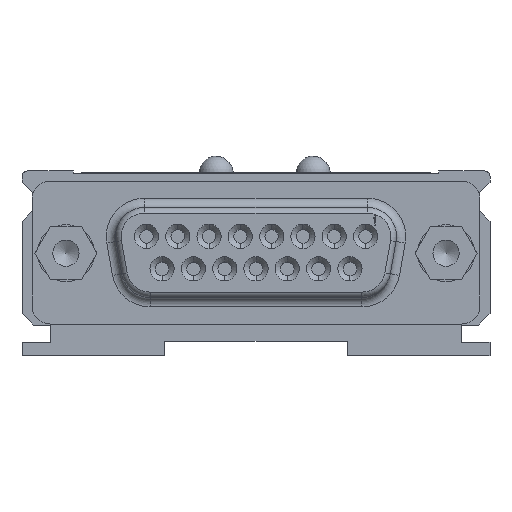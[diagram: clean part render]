
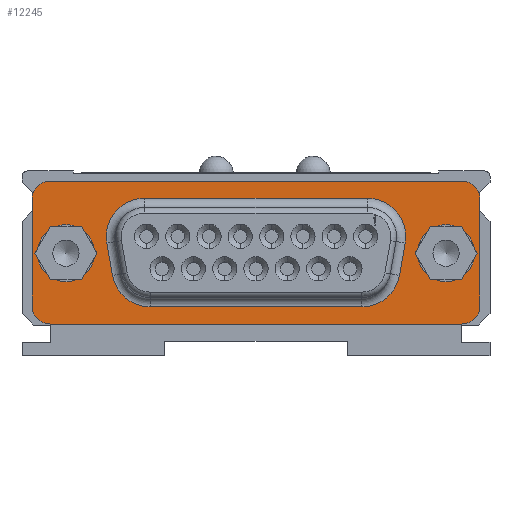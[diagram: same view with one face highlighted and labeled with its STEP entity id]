
A CAD part, front view. The second image highlights one B-rep face of the part: STEP entity #12245.
In plain terms, the highlighted planar face has unit normal (0, -1, 0).
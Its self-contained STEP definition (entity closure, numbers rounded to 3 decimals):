
#1917=FACE_BOUND('',#15656,.T.);
#1918=FACE_BOUND('',#15657,.T.);
#1919=FACE_BOUND('',#15658,.T.);
#1920=FACE_BOUND('',#15659,.T.);
#3311=LINE('',#41697,#5671);
#3312=LINE('',#41705,#5672);
#3313=LINE('',#41713,#5673);
#3314=LINE('',#41721,#5674);
#3315=LINE('',#41727,#5675);
#3316=LINE('',#41732,#5676);
#3317=LINE('',#41736,#5677);
#3318=LINE('',#41740,#5678);
#5671=VECTOR('',#34088,1.);
#5672=VECTOR('',#34099,1.);
#5673=VECTOR('',#34110,1.);
#5674=VECTOR('',#34121,1.);
#5675=VECTOR('',#34130,1.);
#5676=VECTOR('',#34133,1.);
#5677=VECTOR('',#34136,1.);
#5678=VECTOR('',#34139,1.);
#12245=ADVANCED_FACE('',(#1917,#1918,#1919,#1920),#13334,.F.);
#13334=PLANE('',#30086);
#15656=EDGE_LOOP('',(#19730,#19731,#19732,#19733,#19734,#19735,#19736,#19737));
#15657=EDGE_LOOP('',(#19738,#19739));
#15658=EDGE_LOOP('',(#19740,#19741));
#15659=EDGE_LOOP('',(#19742,#19743,#19744,#19745,#19746,#19747,#19748,#19749));
#19730=ORIENTED_EDGE('',*,*,#26887,.F.);
#19731=ORIENTED_EDGE('',*,*,#26888,.F.);
#19732=ORIENTED_EDGE('',*,*,#26889,.F.);
#19733=ORIENTED_EDGE('',*,*,#26890,.F.);
#19734=ORIENTED_EDGE('',*,*,#26891,.F.);
#19735=ORIENTED_EDGE('',*,*,#26892,.F.);
#19736=ORIENTED_EDGE('',*,*,#26893,.F.);
#19737=ORIENTED_EDGE('',*,*,#26894,.F.);
#19738=ORIENTED_EDGE('',*,*,#26895,.F.);
#19739=ORIENTED_EDGE('',*,*,#26896,.F.);
#19740=ORIENTED_EDGE('',*,*,#26897,.F.);
#19741=ORIENTED_EDGE('',*,*,#26898,.F.);
#19742=ORIENTED_EDGE('',*,*,#26886,.T.);
#19743=ORIENTED_EDGE('',*,*,#26884,.T.);
#19744=ORIENTED_EDGE('',*,*,#26882,.T.);
#19745=ORIENTED_EDGE('',*,*,#26880,.T.);
#19746=ORIENTED_EDGE('',*,*,#26878,.T.);
#19747=ORIENTED_EDGE('',*,*,#26876,.T.);
#19748=ORIENTED_EDGE('',*,*,#26874,.T.);
#19749=ORIENTED_EDGE('',*,*,#26872,.T.);
#24115=VERTEX_POINT('',#41696);
#24116=VERTEX_POINT('',#41698);
#24117=VERTEX_POINT('',#41702);
#24118=VERTEX_POINT('',#41706);
#24119=VERTEX_POINT('',#41710);
#24120=VERTEX_POINT('',#41714);
#24121=VERTEX_POINT('',#41718);
#24122=VERTEX_POINT('',#41722);
#24123=VERTEX_POINT('',#41728);
#24124=VERTEX_POINT('',#41729);
#24125=VERTEX_POINT('',#41731);
#24126=VERTEX_POINT('',#41733);
#24127=VERTEX_POINT('',#41735);
#24128=VERTEX_POINT('',#41737);
#24129=VERTEX_POINT('',#41739);
#24130=VERTEX_POINT('',#41741);
#24131=VERTEX_POINT('',#41744);
#24132=VERTEX_POINT('',#41745);
#24133=VERTEX_POINT('',#41748);
#24134=VERTEX_POINT('',#41749);
#26872=EDGE_CURVE('',#24116,#24115,#3311,.T.);
#26874=EDGE_CURVE('',#24117,#24116,#28761,.T.);
#26876=EDGE_CURVE('',#24118,#24117,#3312,.T.);
#26878=EDGE_CURVE('',#24119,#24118,#28764,.T.);
#26880=EDGE_CURVE('',#24120,#24119,#3313,.T.);
#26882=EDGE_CURVE('',#24121,#24120,#28767,.T.);
#26884=EDGE_CURVE('',#24122,#24121,#3314,.T.);
#26886=EDGE_CURVE('',#24115,#24122,#28770,.T.);
#26887=EDGE_CURVE('',#24123,#24124,#3315,.T.);
#26888=EDGE_CURVE('',#24125,#24123,#28771,.T.);
#26889=EDGE_CURVE('',#24126,#24125,#3316,.T.);
#26890=EDGE_CURVE('',#24127,#24126,#28772,.T.);
#26891=EDGE_CURVE('',#24128,#24127,#3317,.T.);
#26892=EDGE_CURVE('',#24129,#24128,#28773,.T.);
#26893=EDGE_CURVE('',#24130,#24129,#3318,.T.);
#26894=EDGE_CURVE('',#24124,#24130,#28774,.T.);
#26895=EDGE_CURVE('',#24131,#24132,#28775,.T.);
#26896=EDGE_CURVE('',#24132,#24131,#28776,.T.);
#26897=EDGE_CURVE('',#24133,#24134,#28777,.T.);
#26898=EDGE_CURVE('',#24134,#24133,#28778,.T.);
#28761=CIRCLE('',#30061,3.353);
#28764=CIRCLE('',#30066,3.353);
#28767=CIRCLE('',#30071,3.353);
#28770=CIRCLE('',#30076,3.353);
#28771=CIRCLE('',#30078,1.575);
#28772=CIRCLE('',#30079,1.575);
#28773=CIRCLE('',#30080,1.575);
#28774=CIRCLE('',#30081,1.575);
#28775=CIRCLE('',#30082,1.549);
#28776=CIRCLE('',#30083,1.549);
#28777=CIRCLE('',#30084,1.549);
#28778=CIRCLE('',#30085,1.549);
#30061=AXIS2_PLACEMENT_3D('',#41701,#34093,#34094);
#30066=AXIS2_PLACEMENT_3D('',#41709,#34104,#34105);
#30071=AXIS2_PLACEMENT_3D('',#41717,#34115,#34116);
#30076=AXIS2_PLACEMENT_3D('',#41725,#34126,#34127);
#30078=AXIS2_PLACEMENT_3D('',#41730,#34131,#34132);
#30079=AXIS2_PLACEMENT_3D('',#41734,#34134,#34135);
#30080=AXIS2_PLACEMENT_3D('',#41738,#34137,#34138);
#30081=AXIS2_PLACEMENT_3D('',#41742,#34140,#34141);
#30082=AXIS2_PLACEMENT_3D('',#41743,#34142,#34143);
#30083=AXIS2_PLACEMENT_3D('',#41746,#34144,#34145);
#30084=AXIS2_PLACEMENT_3D('',#41747,#34146,#34147);
#30085=AXIS2_PLACEMENT_3D('',#41750,#34148,#34149);
#30086=AXIS2_PLACEMENT_3D('',#41751,#34150,#34151);
#34088=DIRECTION('',(-0.174,0.,-0.985));
#34093=DIRECTION('',(0.,1.,0.));
#34094=DIRECTION('',(0.,0.,-1.));
#34099=DIRECTION('',(1.,0.,0.));
#34104=DIRECTION('',(0.,1.,0.));
#34105=DIRECTION('',(0.,0.,-1.));
#34110=DIRECTION('',(-0.174,0.,0.985));
#34115=DIRECTION('',(0.,1.,0.));
#34116=DIRECTION('',(0.,0.,-1.));
#34121=DIRECTION('',(-1.,0.,0.));
#34126=DIRECTION('',(0.,1.,0.));
#34127=DIRECTION('',(0.,0.,-1.));
#34130=DIRECTION('',(1.,0.,0.));
#34131=DIRECTION('',(0.,1.,0.));
#34132=DIRECTION('',(-1.,0.,0.));
#34133=DIRECTION('',(0.,0.,1.));
#34134=DIRECTION('',(0.,1.,0.));
#34135=DIRECTION('',(-1.,0.,0.));
#34136=DIRECTION('',(-1.,0.,0.));
#34137=DIRECTION('',(0.,1.,0.));
#34138=DIRECTION('',(-1.,0.,0.));
#34139=DIRECTION('',(0.,0.,-1.));
#34140=DIRECTION('',(0.,1.,0.));
#34141=DIRECTION('',(-1.,0.,0.));
#34142=DIRECTION('',(0.,-1.,0.));
#34143=DIRECTION('',(-1.,0.,0.));
#34144=DIRECTION('',(0.,-1.,0.));
#34145=DIRECTION('',(-1.,0.,0.));
#34146=DIRECTION('',(0.,-1.,0.));
#34147=DIRECTION('',(-1.,0.,0.));
#34148=DIRECTION('',(0.,-1.,0.));
#34149=DIRECTION('',(-1.,0.,0.));
#34150=DIRECTION('',(0.,1.,0.));
#34151=DIRECTION('',(0.,0.,1.));
#41696=CARTESIAN_POINT('',(33.071,-0.8,7.056));
#41697=CARTESIAN_POINT('',(33.579,-0.8,9.939));
#41698=CARTESIAN_POINT('',(33.568,-0.8,9.875));
#41701=CARTESIAN_POINT('',(30.266,-0.8,10.457));
#41702=CARTESIAN_POINT('',(30.266,-0.8,13.81));
#41705=CARTESIAN_POINT('',(10.669,-0.8,13.81));
#41706=CARTESIAN_POINT('',(10.734,-0.8,13.81));
#41709=CARTESIAN_POINT('',(10.734,-0.8,10.457));
#41710=CARTESIAN_POINT('',(7.432,-0.8,9.875));
#41713=CARTESIAN_POINT('',(7.94,-0.8,6.992));
#41714=CARTESIAN_POINT('',(7.929,-0.8,7.056));
#41717=CARTESIAN_POINT('',(11.231,-0.8,7.638));
#41718=CARTESIAN_POINT('',(11.231,-0.8,4.285));
#41721=CARTESIAN_POINT('',(29.834,-0.8,4.285));
#41722=CARTESIAN_POINT('',(29.769,-0.8,4.285));
#41725=CARTESIAN_POINT('',(29.769,-0.8,7.638));
#41727=CARTESIAN_POINT('',(11.483,-0.8,15.309));
#41728=CARTESIAN_POINT('',(2.466,-0.8,15.309));
#41729=CARTESIAN_POINT('',(38.534,-0.8,15.309));
#41730=CARTESIAN_POINT('',(2.466,-0.8,13.734));
#41731=CARTESIAN_POINT('',(0.891,-0.8,13.734));
#41732=CARTESIAN_POINT('',(0.891,-0.8,6.705));
#41733=CARTESIAN_POINT('',(0.891,-0.8,4.361));
#41734=CARTESIAN_POINT('',(2.466,-0.8,4.361));
#41735=CARTESIAN_POINT('',(2.466,-0.8,2.787));
#41736=CARTESIAN_POINT('',(29.517,-0.8,2.787));
#41737=CARTESIAN_POINT('',(38.534,-0.8,2.787));
#41738=CARTESIAN_POINT('',(38.534,-0.8,4.361));
#41739=CARTESIAN_POINT('',(40.109,-0.8,4.361));
#41740=CARTESIAN_POINT('',(40.109,-0.8,11.391));
#41741=CARTESIAN_POINT('',(40.109,-0.8,13.734));
#41742=CARTESIAN_POINT('',(38.534,-0.8,13.734));
#41743=CARTESIAN_POINT('',(3.838,-0.8,9.048));
#41744=CARTESIAN_POINT('',(5.387,-0.8,9.048));
#41745=CARTESIAN_POINT('',(2.288,-0.8,9.048));
#41746=CARTESIAN_POINT('',(3.838,-0.8,9.048));
#41747=CARTESIAN_POINT('',(37.162,-0.8,9.048));
#41748=CARTESIAN_POINT('',(38.712,-0.8,9.048));
#41749=CARTESIAN_POINT('',(35.613,-0.8,9.048));
#41750=CARTESIAN_POINT('',(37.162,-0.8,9.048));
#41751=CARTESIAN_POINT('',(20.5,-0.8,9.048));
